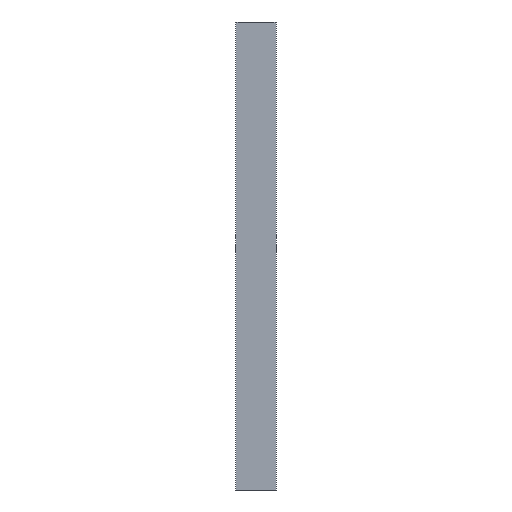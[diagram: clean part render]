
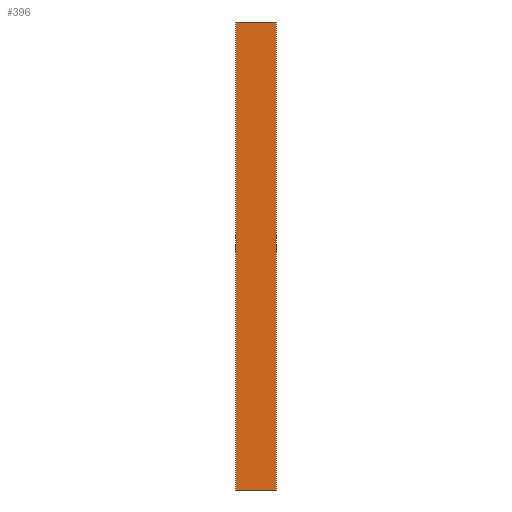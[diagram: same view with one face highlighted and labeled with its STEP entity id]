
A CAD part, front view. The second image highlights one B-rep face of the part: STEP entity #396.
In plain terms, the highlighted planar face has unit normal (0, -1, 0).
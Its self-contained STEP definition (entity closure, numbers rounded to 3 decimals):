
#11 = VERTEX_POINT ( 'NONE', #482 ) ;
#30 = VERTEX_POINT ( 'NONE', #337 ) ;
#45 = FACE_OUTER_BOUND ( 'NONE', #868, .T. ) ;
#60 = ORIENTED_EDGE ( 'NONE', *, *, #748, .F. ) ;
#71 = AXIS2_PLACEMENT_3D ( 'NONE', #741, #586, #871 ) ;
#77 = ORIENTED_EDGE ( 'NONE', *, *, #709, .T. ) ;
#84 = VERTEX_POINT ( 'NONE', #946 ) ;
#122 = CARTESIAN_POINT ( 'NONE',  ( -17.5, 0., 400. ) ) ;
#147 = LINE ( 'NONE', #167, #798 ) ;
#159 = CARTESIAN_POINT ( 'NONE',  ( 15., 0., 400. ) ) ;
#162 = ORIENTED_EDGE ( 'NONE', *, *, #506, .F. ) ;
#167 = CARTESIAN_POINT ( 'NONE',  ( -17.5, 0., 400. ) ) ;
#173 = VECTOR ( 'NONE', #436, 1000. ) ;
#179 = LINE ( 'NONE', #248, #364 ) ;
#199 = PLANE ( 'NONE',  #71 ) ;
#201 = CARTESIAN_POINT ( 'NONE',  ( 17.5, 0., 0. ) ) ;
#208 = LINE ( 'NONE', #656, #173 ) ;
#214 = VECTOR ( 'NONE', #627, 1000. ) ;
#248 = CARTESIAN_POINT ( 'NONE',  ( 17.5, 0., 400. ) ) ;
#290 = ORIENTED_EDGE ( 'NONE', *, *, #576, .T. ) ;
#328 = VERTEX_POINT ( 'NONE', #966 ) ;
#331 = LINE ( 'NONE', #642, #214 ) ;
#337 = CARTESIAN_POINT ( 'NONE',  ( -15., 0., 400. ) ) ;
#338 = ORIENTED_EDGE ( 'NONE', *, *, #910, .F. ) ;
#347 = VECTOR ( 'NONE', #418, 1000. ) ;
#352 = CARTESIAN_POINT ( 'NONE',  ( -17.5, 0., 400. ) ) ;
#358 = EDGE_CURVE ( 'NONE', #460, #11, #179, .T. ) ;
#359 = DIRECTION ( 'NONE',  ( 1., 0., 0. ) ) ;
#364 = VECTOR ( 'NONE', #919, 1000. ) ;
#366 = CARTESIAN_POINT ( 'NONE',  ( 17.5, 0., 400. ) ) ;
#396 = ADVANCED_FACE ( 'NONE', ( #45 ), #199, .F. ) ;
#413 = LINE ( 'NONE', #707, #347 ) ;
#418 = DIRECTION ( 'NONE',  ( -1., 0., 0. ) ) ;
#426 = LINE ( 'NONE', #352, #548 ) ;
#436 = DIRECTION ( 'NONE',  ( 1., 0., 0. ) ) ;
#454 = CARTESIAN_POINT ( 'NONE',  ( 15., 0., 0. ) ) ;
#460 = VERTEX_POINT ( 'NONE', #366 ) ;
#465 = EDGE_CURVE ( 'NONE', #328, #581, #208, .T. ) ;
#482 = CARTESIAN_POINT ( 'NONE',  ( 17.5, 0., 0. ) ) ;
#506 = EDGE_CURVE ( 'NONE', #30, #837, #426, .T. ) ;
#540 = VERTEX_POINT ( 'NONE', #819 ) ;
#548 = VECTOR ( 'NONE', #801, 1000. ) ;
#576 = EDGE_CURVE ( 'NONE', #30, #84, #147, .T. ) ;
#578 = ORIENTED_EDGE ( 'NONE', *, *, #358, .F. ) ;
#581 = VERTEX_POINT ( 'NONE', #454 ) ;
#586 = DIRECTION ( 'NONE',  ( 0., 1., 0. ) ) ;
#627 = DIRECTION ( 'NONE',  ( 0., 0., -1. ) ) ;
#642 = CARTESIAN_POINT ( 'NONE',  ( -17.5, 0., 400. ) ) ;
#655 = LINE ( 'NONE', #122, #840 ) ;
#656 = CARTESIAN_POINT ( 'NONE',  ( -17.5, 0., 0. ) ) ;
#668 = VECTOR ( 'NONE', #359, 1000. ) ;
#695 = DIRECTION ( 'NONE',  ( -1., 0., 0. ) ) ;
#707 = CARTESIAN_POINT ( 'NONE',  ( -17.5, 0., 0. ) ) ;
#709 = EDGE_CURVE ( 'NONE', #84, #540, #331, .T. ) ;
#741 = CARTESIAN_POINT ( 'NONE',  ( -17.5, 0., 400. ) ) ;
#748 = EDGE_CURVE ( 'NONE', #837, #460, #655, .T. ) ;
#798 = VECTOR ( 'NONE', #695, 1000. ) ;
#801 = DIRECTION ( 'NONE',  ( 1., 0., 0. ) ) ;
#819 = CARTESIAN_POINT ( 'NONE',  ( -17.5, 0., 0. ) ) ;
#837 = VERTEX_POINT ( 'NONE', #159 ) ;
#840 = VECTOR ( 'NONE', #849, 1000. ) ;
#849 = DIRECTION ( 'NONE',  ( 1., 0., 0. ) ) ;
#855 = ORIENTED_EDGE ( 'NONE', *, *, #935, .T. ) ;
#868 = EDGE_LOOP ( 'NONE', ( #939, #855, #578, #60, #162, #290, #77, #338 ) ) ;
#871 = DIRECTION ( 'NONE',  ( 0., 0., 1. ) ) ;
#910 = EDGE_CURVE ( 'NONE', #328, #540, #413, .T. ) ;
#919 = DIRECTION ( 'NONE',  ( 0., 0., -1. ) ) ;
#935 = EDGE_CURVE ( 'NONE', #581, #11, #961, .T. ) ;
#939 = ORIENTED_EDGE ( 'NONE', *, *, #465, .T. ) ;
#946 = CARTESIAN_POINT ( 'NONE',  ( -17.5, 0., 400. ) ) ;
#961 = LINE ( 'NONE', #201, #668 ) ;
#966 = CARTESIAN_POINT ( 'NONE',  ( -15., 0., 0. ) ) ;
